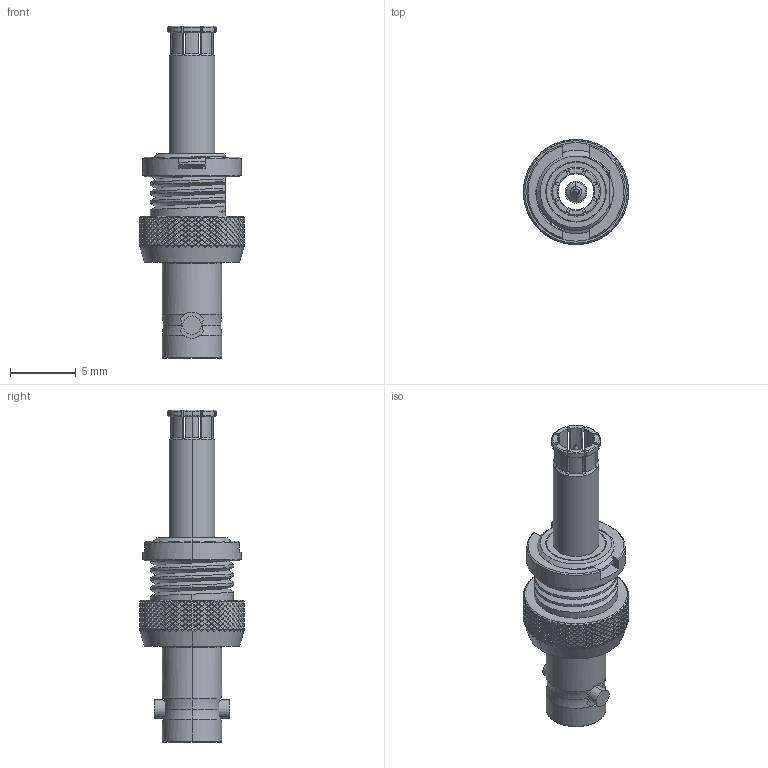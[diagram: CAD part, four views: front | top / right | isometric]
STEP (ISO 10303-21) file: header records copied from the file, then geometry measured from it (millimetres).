
FILE_DESCRIPTION (( 'STEP AP214' ), '1' );
FILE_NAME ('67-512-B66.STEP', '2024-07-31T08:39:54', ( '' ), ( '' ), 'SwSTEP 2.0', 'SolidWorks 2023', '' );
FILE_SCHEMA (( 'AUTOMOTIVE_DESIGN' ));
Products named in the file (1): 67-512-B66
Bounding box: 8 x 8 x 25.29 mm (x, y, z)
Surface area: 833.5 mm2 (no closed solid volume)
Topology: 0 solids, 6 shells, 3297 faces, 7407 edges, 4012 vertices
Faces by surface type: bspline 2463, cylinder 681, cone 89, plane 56, torus 8
Entity records: 196105 total; most frequent: CARTESIAN_POINT 153218, ORIENTED_EDGE 14204, EDGE_CURVE 7407, VERTEX_POINT 4012, EDGE_LOOP 3308, ADVANCED_FACE 3297, FACE_OUTER_BOUND 3297, DIRECTION 2453
